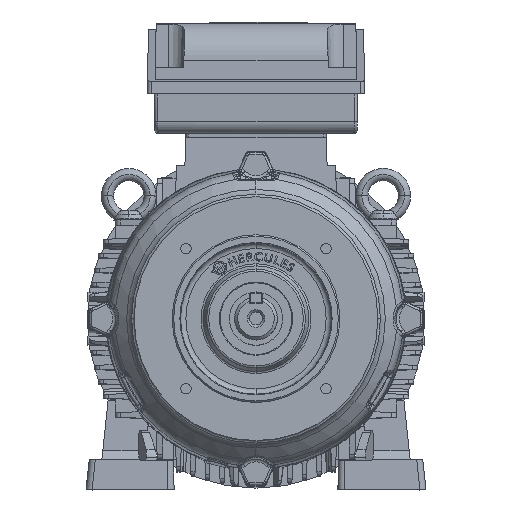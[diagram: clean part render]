
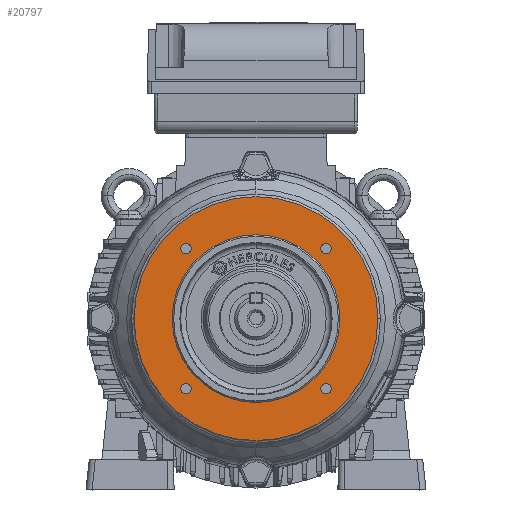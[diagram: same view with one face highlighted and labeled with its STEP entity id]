
A CAD part, top view. The second image highlights one B-rep face of the part: STEP entity #20797.
In plain terms, the highlighted planar face has unit normal (0, 0, 1).
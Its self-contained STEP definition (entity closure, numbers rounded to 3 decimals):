
#551 = EDGE_CURVE ( 'NONE', #68099, #52803, #14662, .T. ) ;
#992 = AXIS2_PLACEMENT_3D ( 'NONE', #6727, #7407, #44289 ) ;
#2958 = CARTESIAN_POINT ( 'NONE',  ( 45.962, 45.962, 76. ) ) ;
#2988 = ORIENTED_EDGE ( 'NONE', *, *, #8919, .F. ) ;
#3497 = PLANE ( 'NONE',  #66872 ) ;
#4264 = CARTESIAN_POINT ( 'NONE',  ( -45.962, -45.962, 76. ) ) ;
#4332 = VERTEX_POINT ( 'NONE', #4913 ) ;
#4884 = FACE_BOUND ( 'NONE', #9713, .T. ) ;
#4913 = CARTESIAN_POINT ( 'NONE',  ( -42.562, -45.962, 76. ) ) ;
#5168 = CARTESIAN_POINT ( 'NONE',  ( 45.962, -45.962, 76. ) ) ;
#5270 = CIRCLE ( 'NONE', #12015, 80. ) ;
#6060 = DIRECTION ( 'NONE',  ( 0., 0., 1. ) ) ;
#6132 = CIRCLE ( 'NONE', #64414, 55. ) ;
#6200 = EDGE_LOOP ( 'NONE', ( #36177, #8099 ) ) ;
#6727 = CARTESIAN_POINT ( 'NONE',  ( 45.962, 45.962, 76. ) ) ;
#6776 = DIRECTION ( 'NONE',  ( 0., 0., 1. ) ) ;
#7030 = DIRECTION ( 'NONE',  ( 1., 0., 0. ) ) ;
#7407 = DIRECTION ( 'NONE',  ( 0., 0., 1. ) ) ;
#7566 = DIRECTION ( 'NONE',  ( 0., 0., 1. ) ) ;
#7888 = EDGE_CURVE ( 'NONE', #42718, #4332, #59961, .T. ) ;
#8099 = ORIENTED_EDGE ( 'NONE', *, *, #7888, .F. ) ;
#8919 = EDGE_CURVE ( 'NONE', #52214, #17706, #65513, .T. ) ;
#9061 = DIRECTION ( 'NONE',  ( 1., 0., 0. ) ) ;
#9088 = CARTESIAN_POINT ( 'NONE',  ( -49.362, 45.962, 76. ) ) ;
#9138 = FACE_OUTER_BOUND ( 'NONE', #11813, .T. ) ;
#9713 = EDGE_LOOP ( 'NONE', ( #10551, #24879 ) ) ;
#9817 = VERTEX_POINT ( 'NONE', #60325 ) ;
#9877 = DIRECTION ( 'NONE',  ( 0., 0., 1. ) ) ;
#9902 = DIRECTION ( 'NONE',  ( 0., 0., 1. ) ) ;
#10551 = ORIENTED_EDGE ( 'NONE', *, *, #27226, .F. ) ;
#10764 = EDGE_LOOP ( 'NONE', ( #35636, #2988 ) ) ;
#11026 = EDGE_CURVE ( 'NONE', #9817, #47355, #57778, .T. ) ;
#11565 = DIRECTION ( 'NONE',  ( 1., 0., 0. ) ) ;
#11813 = EDGE_LOOP ( 'NONE', ( #40682, #53940 ) ) ;
#12015 = AXIS2_PLACEMENT_3D ( 'NONE', #23691, #66499, #18416 ) ;
#14662 = CIRCLE ( 'NONE', #46083, 55. ) ;
#14801 = CARTESIAN_POINT ( 'NONE',  ( 45.962, -45.962, 76. ) ) ;
#15019 = CIRCLE ( 'NONE', #26262, 3.4 ) ;
#15346 = VERTEX_POINT ( 'NONE', #60808 ) ;
#15450 = FACE_BOUND ( 'NONE', #58711, .T. ) ;
#17706 = VERTEX_POINT ( 'NONE', #22502 ) ;
#18383 = CARTESIAN_POINT ( 'NONE',  ( 49.362, -45.962, 76. ) ) ;
#18416 = DIRECTION ( 'NONE',  ( 1., 0., 0. ) ) ;
#18589 = CARTESIAN_POINT ( 'NONE',  ( -55., 0., 76. ) ) ;
#18935 = CIRCLE ( 'NONE', #20033, 3.4 ) ;
#19678 = CARTESIAN_POINT ( 'NONE',  ( -45.962, 45.962, 76. ) ) ;
#19751 = EDGE_CURVE ( 'NONE', #55278, #36815, #21961, .T. ) ;
#19979 = ORIENTED_EDGE ( 'NONE', *, *, #61471, .F. ) ;
#20033 = AXIS2_PLACEMENT_3D ( 'NONE', #4264, #9902, #26060 ) ;
#20451 = CARTESIAN_POINT ( 'NONE',  ( -49.362, -45.962, 76. ) ) ;
#20797 = ADVANCED_FACE ( 'NONE', ( #15450, #4884, #35829, #51606, #68105, #9138 ), #3497, .F. ) ;
#21554 = CARTESIAN_POINT ( 'NONE',  ( -45.962, -45.962, 76. ) ) ;
#21961 = CIRCLE ( 'NONE', #34259, 80. ) ;
#22471 = DIRECTION ( 'NONE',  ( 0., 0., 1. ) ) ;
#22502 = CARTESIAN_POINT ( 'NONE',  ( -42.562, 45.962, 76. ) ) ;
#23691 = CARTESIAN_POINT ( 'NONE',  ( 0., 0., 76. ) ) ;
#24026 = AXIS2_PLACEMENT_3D ( 'NONE', #60138, #6776, #28211 ) ;
#24426 = DIRECTION ( 'NONE',  ( 1., 0., 0. ) ) ;
#24879 = ORIENTED_EDGE ( 'NONE', *, *, #11026, .F. ) ;
#24959 = CARTESIAN_POINT ( 'NONE',  ( 0., 0., 76. ) ) ;
#25418 = VERTEX_POINT ( 'NONE', #56741 ) ;
#26060 = DIRECTION ( 'NONE',  ( 1., 0., 0. ) ) ;
#26262 = AXIS2_PLACEMENT_3D ( 'NONE', #19678, #41402, #41740 ) ;
#27226 = EDGE_CURVE ( 'NONE', #47355, #9817, #42558, .T. ) ;
#28211 = DIRECTION ( 'NONE',  ( 1., 0., 0. ) ) ;
#28380 = CIRCLE ( 'NONE', #36172, 3.4 ) ;
#29046 = CIRCLE ( 'NONE', #992, 3.4 ) ;
#30562 = DIRECTION ( 'NONE',  ( -1., 0., 0. ) ) ;
#34259 = AXIS2_PLACEMENT_3D ( 'NONE', #65262, #22471, #11565 ) ;
#35636 = ORIENTED_EDGE ( 'NONE', *, *, #47731, .F. ) ;
#35829 = FACE_BOUND ( 'NONE', #6200, .T. ) ;
#35871 = CARTESIAN_POINT ( 'NONE',  ( 0., 0., 76. ) ) ;
#36144 = EDGE_CURVE ( 'NONE', #15346, #25418, #29046, .T. ) ;
#36172 = AXIS2_PLACEMENT_3D ( 'NONE', #2958, #7566, #24426 ) ;
#36177 = ORIENTED_EDGE ( 'NONE', *, *, #66645, .F. ) ;
#36245 = CARTESIAN_POINT ( 'NONE',  ( 55., 0., 76. ) ) ;
#36603 = EDGE_LOOP ( 'NONE', ( #61679, #63166 ) ) ;
#36815 = VERTEX_POINT ( 'NONE', #68923 ) ;
#40278 = AXIS2_PLACEMENT_3D ( 'NONE', #14801, #9877, #57279 ) ;
#40682 = ORIENTED_EDGE ( 'NONE', *, *, #64078, .T. ) ;
#41402 = DIRECTION ( 'NONE',  ( 0., 0., 1. ) ) ;
#41467 = DIRECTION ( 'NONE',  ( 0., 0., 1. ) ) ;
#41740 = DIRECTION ( 'NONE',  ( 1., 0., 0. ) ) ;
#42558 = CIRCLE ( 'NONE', #40278, 3.4 ) ;
#42718 = VERTEX_POINT ( 'NONE', #20451 ) ;
#43922 = EDGE_CURVE ( 'NONE', #25418, #15346, #28380, .T. ) ;
#44289 = DIRECTION ( 'NONE',  ( 1., 0., 0. ) ) ;
#46083 = AXIS2_PLACEMENT_3D ( 'NONE', #52764, #55115, #7030 ) ;
#47355 = VERTEX_POINT ( 'NONE', #18383 ) ;
#47731 = EDGE_CURVE ( 'NONE', #17706, #52214, #15019, .T. ) ;
#48761 = ORIENTED_EDGE ( 'NONE', *, *, #551, .F. ) ;
#51606 = FACE_BOUND ( 'NONE', #10764, .T. ) ;
#51868 = DIRECTION ( 'NONE',  ( 0., 0., 1. ) ) ;
#52214 = VERTEX_POINT ( 'NONE', #9088 ) ;
#52764 = CARTESIAN_POINT ( 'NONE',  ( 0., 0., 76. ) ) ;
#52803 = VERTEX_POINT ( 'NONE', #36245 ) ;
#53940 = ORIENTED_EDGE ( 'NONE', *, *, #19751, .T. ) ;
#55115 = DIRECTION ( 'NONE',  ( 0., 0., 1. ) ) ;
#55278 = VERTEX_POINT ( 'NONE', #66162 ) ;
#55484 = AXIS2_PLACEMENT_3D ( 'NONE', #21554, #6060, #60126 ) ;
#56741 = CARTESIAN_POINT ( 'NONE',  ( 42.562, 45.962, 76. ) ) ;
#57229 = DIRECTION ( 'NONE',  ( 0., 0., -1. ) ) ;
#57279 = DIRECTION ( 'NONE',  ( 1., 0., 0. ) ) ;
#57778 = CIRCLE ( 'NONE', #58954, 3.4 ) ;
#57972 = DIRECTION ( 'NONE',  ( 1., 0., 0. ) ) ;
#58711 = EDGE_LOOP ( 'NONE', ( #19979, #48761 ) ) ;
#58954 = AXIS2_PLACEMENT_3D ( 'NONE', #5168, #51868, #9061 ) ;
#59961 = CIRCLE ( 'NONE', #55484, 3.4 ) ;
#60126 = DIRECTION ( 'NONE',  ( 1., 0., 0. ) ) ;
#60138 = CARTESIAN_POINT ( 'NONE',  ( -45.962, 45.962, 76. ) ) ;
#60325 = CARTESIAN_POINT ( 'NONE',  ( 42.562, -45.962, 76. ) ) ;
#60808 = CARTESIAN_POINT ( 'NONE',  ( 49.362, 45.962, 76. ) ) ;
#61471 = EDGE_CURVE ( 'NONE', #52803, #68099, #6132, .T. ) ;
#61679 = ORIENTED_EDGE ( 'NONE', *, *, #36144, .F. ) ;
#63166 = ORIENTED_EDGE ( 'NONE', *, *, #43922, .F. ) ;
#64078 = EDGE_CURVE ( 'NONE', #36815, #55278, #5270, .T. ) ;
#64414 = AXIS2_PLACEMENT_3D ( 'NONE', #35871, #41467, #57972 ) ;
#65262 = CARTESIAN_POINT ( 'NONE',  ( 0., 0., 76. ) ) ;
#65513 = CIRCLE ( 'NONE', #24026, 3.4 ) ;
#66162 = CARTESIAN_POINT ( 'NONE',  ( -80., 0., 76. ) ) ;
#66499 = DIRECTION ( 'NONE',  ( 0., 0., 1. ) ) ;
#66645 = EDGE_CURVE ( 'NONE', #4332, #42718, #18935, .T. ) ;
#66872 = AXIS2_PLACEMENT_3D ( 'NONE', #24959, #57229, #30562 ) ;
#68099 = VERTEX_POINT ( 'NONE', #18589 ) ;
#68105 = FACE_BOUND ( 'NONE', #36603, .T. ) ;
#68923 = CARTESIAN_POINT ( 'NONE',  ( 80., 0., 76. ) ) ;
